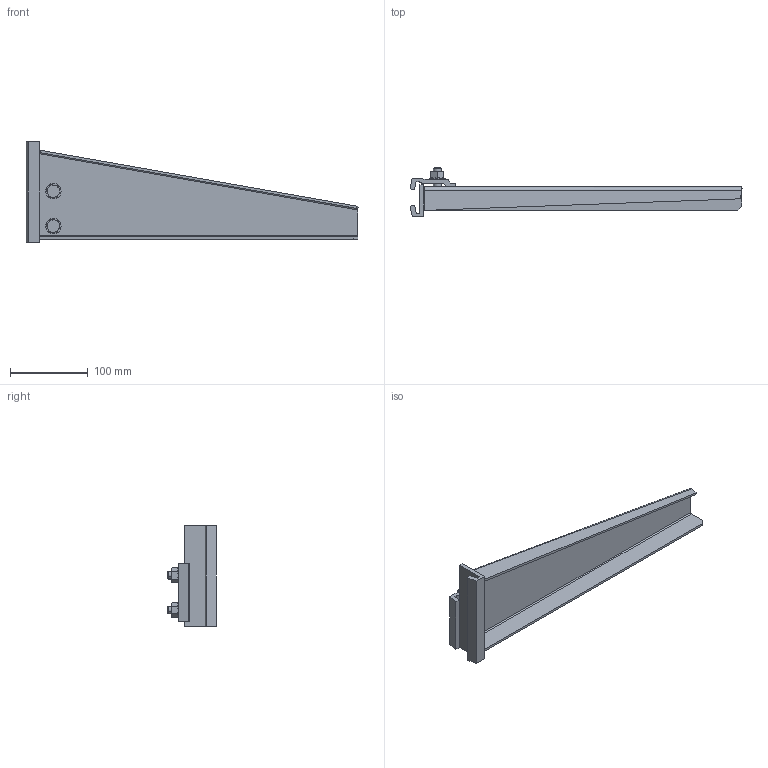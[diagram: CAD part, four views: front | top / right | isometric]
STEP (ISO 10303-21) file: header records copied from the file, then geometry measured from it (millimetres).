
FILE_DESCRIPTION((''),'2;1');
FILE_NAME('6419089_ASM','2012-08-17T',('AndreasKeweloh'),(''),'PRO/ENGINEER BY PARAMETRIC TECHNOLOGY CORPORATION, 2012130','PRO/ENGINEER BY PARAMETRIC TECHNOLOGY CORPORATION, 2012130','');
FILE_SCHEMA(('CONFIG_CONTROL_DESIGN'));
Length unit declared in the file: millimetre
Products named in the file (7): 6419062_S; 6419062_2; 6419062_M10; 6419062_04_019; 6419062TEIL1_130; 6419062KTS_04_75; 6419089_ASM
Assembly tree (11 placements, depth 2):
  6419089_ASM
    6419062_S  x4
    6419062_2  x2
    6419062_M10  x2
    6419062_04_019
    6419062TEIL1_130
    6419062KTS_04_75
Bounding box: 428.03 x 63 x 130 mm (x, y, z)
Volume: 229126.4 mm3; surface area: 141852.9 mm2
Topology: 11 solids, 11 shells, 463 faces, 1145 edges, 734 vertices
Faces by surface type: plane 286, extrusion 62, cylinder 61, cone 48, torus 4, bspline 2
Entity records: 13915 total; most frequent: CARTESIAN_POINT 4556, ORIENTED_EDGE 1978, DIRECTION 1679, EDGE_CURVE 989, VECTOR 777, LINE 715, VERTEX_POINT 642, AXIS2_PLACEMENT_3D 451
